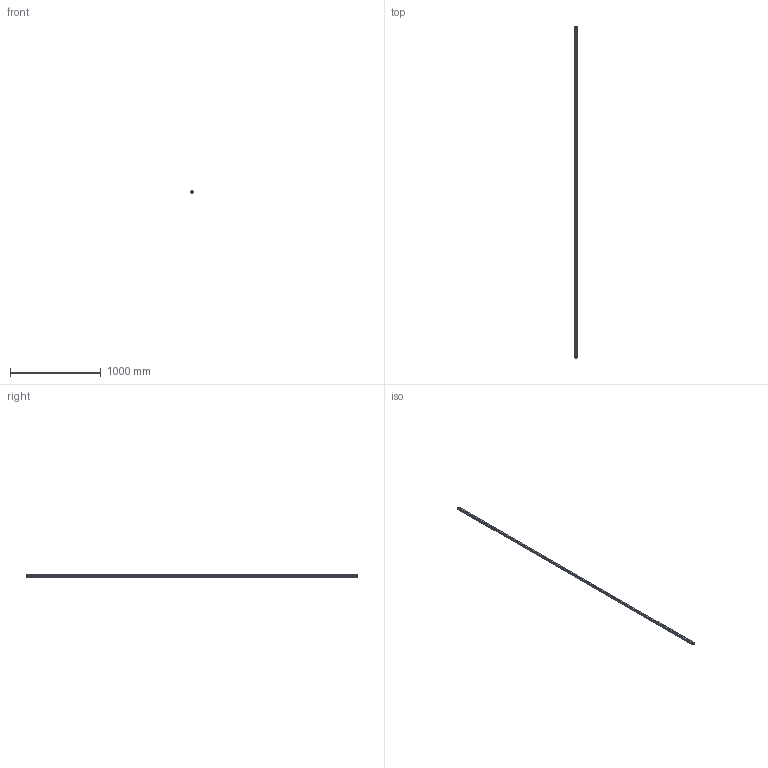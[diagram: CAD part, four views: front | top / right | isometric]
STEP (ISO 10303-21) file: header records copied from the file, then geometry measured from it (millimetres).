
FILE_DESCRIPTION(('STEP AP214'),'1');
FILE_NAME('cctmp_5F826F7B-EEBC-44AB-9865-4FC2BBED9066_2021_01_25_13_16_50_0362..stp','2021-01-25T12:16:50',('HIWIN GmbH'),('CADClick - www.CADClick.com'),'Spatial InterOp 3D',' ','unknown authorization');
FILE_SCHEMA(('AUTOMOTIVE_DESIGN'));
Length unit declared in the file: millimetre
Products named in the file (1): HGR25T3650C_FILE
Bounding box: 23 x 3650 x 22 mm (x, y, z)
Volume: 1578057.9 mm3; surface area: 346324.6 mm2
Topology: 1 solids, 1 shells, 538 faces, 1657 edges, 1003 vertices
Faces by surface type: plane 272, cylinder 144, cone 122
Entity records: 22175 total; most frequent: DIRECTION 3389, CARTESIAN_POINT 3077, ORIENTED_EDGE 3070, EDGE_CURVE 1535, AXIS2_PLACEMENT_3D 1315, VERTEX_POINT 1003, LINE 759, VECTOR 759
